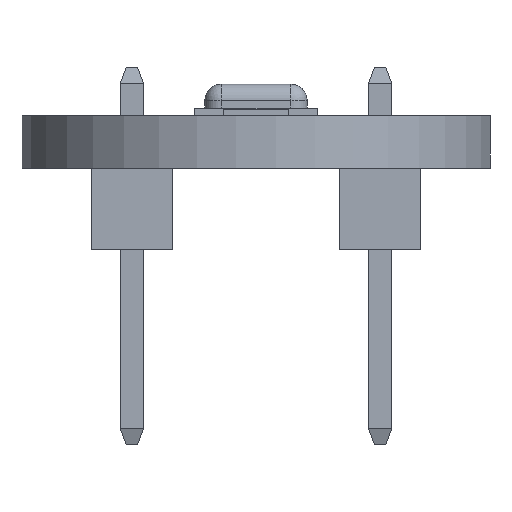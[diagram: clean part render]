
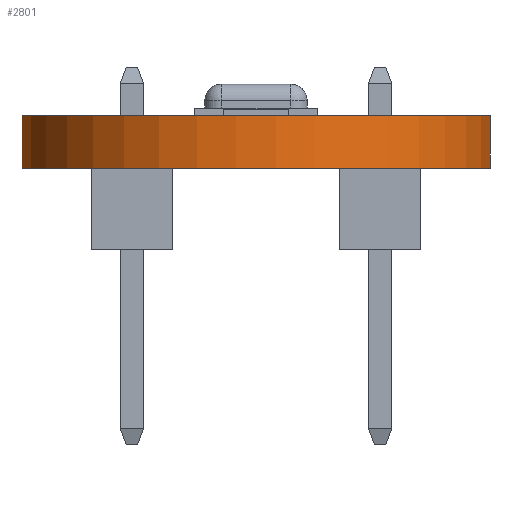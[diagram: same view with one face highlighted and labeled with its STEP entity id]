
A CAD part, front view. The second image highlights one B-rep face of the part: STEP entity #2801.
In plain terms, the highlighted cylindrical face has radius 7.25 mm (diameter 14.5 mm), a partial arc.
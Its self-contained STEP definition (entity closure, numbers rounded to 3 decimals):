
#263=LINE('',#4255,#588);
#264=LINE('',#4259,#589);
#588=VECTOR('',#3467,10.);
#589=VECTOR('',#3472,10.);
#849=CYLINDRICAL_SURFACE('',#3034,7.25);
#918=FACE_OUTER_BOUND('',#1083,.T.);
#1083=EDGE_LOOP('',(#2182,#2183,#2184,#2185));
#1232=CIRCLE('',#2993,7.25);
#1249=CIRCLE('',#3035,7.25);
#1328=VERTEX_POINT('',#4133);
#1329=VERTEX_POINT('',#4135);
#1365=VERTEX_POINT('',#4253);
#1366=VERTEX_POINT('',#4257);
#1616=EDGE_CURVE('',#1329,#1328,#1232,.T.);
#1675=EDGE_CURVE('',#1328,#1365,#263,.T.);
#1676=EDGE_CURVE('',#1366,#1365,#1249,.T.);
#1677=EDGE_CURVE('',#1329,#1366,#264,.T.);
#2182=ORIENTED_EDGE('',*,*,#1616,.T.);
#2183=ORIENTED_EDGE('',*,*,#1675,.T.);
#2184=ORIENTED_EDGE('',*,*,#1676,.F.);
#2185=ORIENTED_EDGE('',*,*,#1677,.F.);
#2801=ADVANCED_FACE('',(#918),#849,.T.);
#2993=AXIS2_PLACEMENT_3D('',#4136,#3343,#3344);
#3034=AXIS2_PLACEMENT_3D('',#4256,#3468,#3469);
#3035=AXIS2_PLACEMENT_3D('',#4258,#3470,#3471);
#3343=DIRECTION('center_axis',(0.,0.,1.));
#3344=DIRECTION('ref_axis',(1.,0.,0.));
#3467=DIRECTION('',(0.,0.,1.));
#3468=DIRECTION('center_axis',(0.,0.,1.));
#3469=DIRECTION('ref_axis',(1.,0.,0.));
#3470=DIRECTION('center_axis',(0.,0.,1.));
#3471=DIRECTION('ref_axis',(1.,0.,0.));
#3472=DIRECTION('',(0.,0.,1.));
#4133=CARTESIAN_POINT('',(7.182,-0.989,0.));
#4135=CARTESIAN_POINT('',(-7.182,-0.989,0.));
#4136=CARTESIAN_POINT('Origin',(0.,0.,0.));
#4253=CARTESIAN_POINT('',(7.182,-0.989,1.6));
#4255=CARTESIAN_POINT('',(7.182,-0.989,0.));
#4256=CARTESIAN_POINT('Origin',(0.,0.,0.));
#4257=CARTESIAN_POINT('',(-7.182,-0.989,1.6));
#4258=CARTESIAN_POINT('Origin',(0.,0.,1.6));
#4259=CARTESIAN_POINT('',(-7.182,-0.989,0.));
